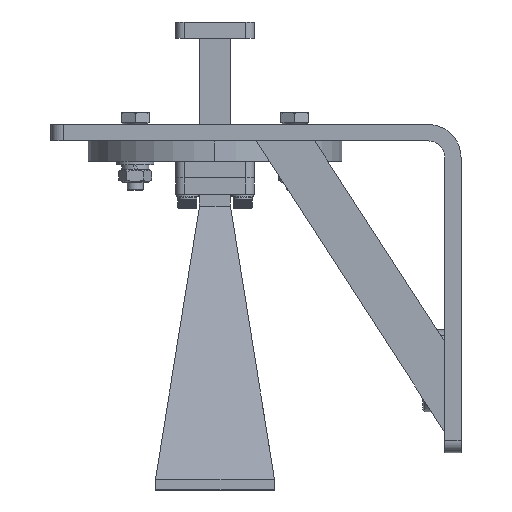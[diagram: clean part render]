
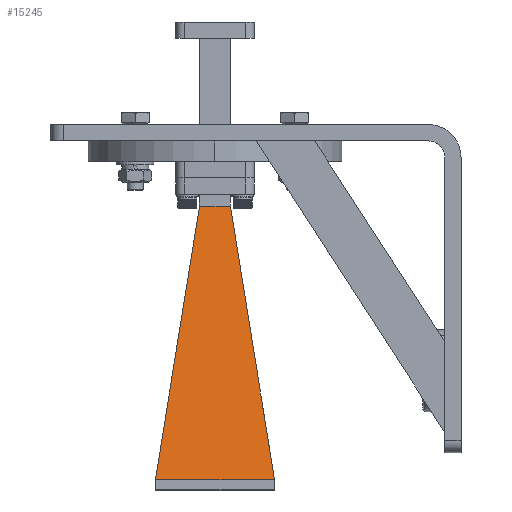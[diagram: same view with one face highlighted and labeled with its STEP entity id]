
A CAD part, left-side view. The second image highlights one B-rep face of the part: STEP entity #15245.
In plain terms, the highlighted face is planar.
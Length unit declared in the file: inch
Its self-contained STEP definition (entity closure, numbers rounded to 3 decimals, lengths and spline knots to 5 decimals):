
#1852 = CARTESIAN_POINT ( 'NONE',  ( -0.56799, 0.74043, 4.56242 ) ) ;
#3332 = CARTESIAN_POINT ( 'NONE',  ( 0.14874, 0.21904, 1.9622 ) ) ;
#4253 = CARTESIAN_POINT ( 'NONE',  ( -0.14874, 0.21904, 1.9622 ) ) ;
#5035 = CARTESIAN_POINT ( 'NONE',  ( 0., 0.21874, 1.96069 ) ) ;
#5047 = LINE ( 'NONE', #27355, #25533 ) ;
#5126 = DIRECTION ( 'NONE',  ( 0., 0.197, 0.98 ) ) ;
#5606 = DIRECTION ( 'NONE',  ( 0., -0.197, -0.98 ) ) ;
#7453 = LINE ( 'NONE', #5035, #21985 ) ;
#7538 = VECTOR ( 'NONE', #21386, 39.37008 ) ;
#7547 = CARTESIAN_POINT ( 'NONE',  ( 0., 0.4895, 3.31102 ) ) ;
#8410 = VECTOR ( 'NONE', #13526, 39.37008 ) ;
#8429 = CARTESIAN_POINT ( 'NONE',  ( -0.56799, 0.74522, 4.58633 ) ) ;
#8690 = VERTEX_POINT ( 'NONE', #8429 ) ;
#9313 = EDGE_CURVE ( 'NONE', #15943, #8690, #10355, .T. ) ;
#9362 = EDGE_CURVE ( 'NONE', #15943, #19836, #28195, .T. ) ;
#9757 = CARTESIAN_POINT ( 'NONE',  ( -0.14874, 0.21874, 1.96069 ) ) ;
#9770 = AXIS2_PLACEMENT_3D ( 'NONE', #7547, #26988, #5126 ) ;
#10355 = LINE ( 'NONE', #20380, #8410 ) ;
#10611 = CARTESIAN_POINT ( 'NONE',  ( 0.56799, 0.74522, 4.58633 ) ) ;
#11264 = CARTESIAN_POINT ( 'NONE',  ( 0.56799, 0.74522, 4.58633 ) ) ;
#11796 = EDGE_CURVE ( 'NONE', #31068, #19836, #19291, .T. ) ;
#12066 = EDGE_LOOP ( 'NONE', ( #20613, #31149, #13296, #24274, #19782, #14551, #28107, #18917 ) ) ;
#12071 = CARTESIAN_POINT ( 'NONE',  ( 0.56799, 0.74043, 4.56242 ) ) ;
#12691 = LINE ( 'NONE', #10611, #27495 ) ;
#13120 = CARTESIAN_POINT ( 'NONE',  ( -0.14874, 0.21874, 1.96069 ) ) ;
#13296 = ORIENTED_EDGE ( 'NONE', *, *, #24116, .T. ) ;
#13526 = DIRECTION ( 'NONE',  ( 0., 0.197, 0.98 ) ) ;
#14215 = EDGE_CURVE ( 'NONE', #26544, #16830, #27136, .T. ) ;
#14551 = ORIENTED_EDGE ( 'NONE', *, *, #27424, .T. ) ;
#14776 = DIRECTION ( 'NONE',  ( -1., 0., 0. ) ) ;
#15245 = ADVANCED_FACE ( 'NONE', ( #29381 ), #26835, .T. ) ;
#15943 = VERTEX_POINT ( 'NONE', #19876 ) ;
#16163 = VERTEX_POINT ( 'NONE', #11264 ) ;
#16546 = DIRECTION ( 'NONE',  ( 0.156, -0.194, -0.968 ) ) ;
#16830 = VERTEX_POINT ( 'NONE', #3332 ) ;
#17477 = DIRECTION ( 'NONE',  ( 0., -0.197, -0.98 ) ) ;
#18181 = LINE ( 'NONE', #27438, #28560 ) ;
#18917 = ORIENTED_EDGE ( 'NONE', *, *, #11796, .T. ) ;
#19291 = LINE ( 'NONE', #9757, #7538 ) ;
#19782 = ORIENTED_EDGE ( 'NONE', *, *, #14215, .T. ) ;
#19836 = VERTEX_POINT ( 'NONE', #4253 ) ;
#19876 = CARTESIAN_POINT ( 'NONE',  ( -0.56799, 0.74043, 4.56242 ) ) ;
#20174 = DIRECTION ( 'NONE',  ( 1., 0., 0. ) ) ;
#20380 = CARTESIAN_POINT ( 'NONE',  ( -0.56799, 0.4895, 3.31102 ) ) ;
#20613 = ORIENTED_EDGE ( 'NONE', *, *, #9362, .F. ) ;
#21386 = DIRECTION ( 'NONE',  ( 0., 0.197, 0.98 ) ) ;
#21610 = CARTESIAN_POINT ( 'NONE',  ( 0.14874, 0.21874, 1.96069 ) ) ;
#21985 = VECTOR ( 'NONE', #14776, 39.37008 ) ;
#24116 = EDGE_CURVE ( 'NONE', #8690, #16163, #5047, .T. ) ;
#24274 = ORIENTED_EDGE ( 'NONE', *, *, #30624, .T. ) ;
#24432 = VERTEX_POINT ( 'NONE', #21610 ) ;
#24970 = VECTOR ( 'NONE', #25534, 39.37008 ) ;
#25213 = VECTOR ( 'NONE', #16546, 39.37008 ) ;
#25533 = VECTOR ( 'NONE', #20174, 39.37008 ) ;
#25534 = DIRECTION ( 'NONE',  ( -0.156, -0.194, -0.968 ) ) ;
#26489 = EDGE_CURVE ( 'NONE', #24432, #31068, #7453, .T. ) ;
#26544 = VERTEX_POINT ( 'NONE', #12071 ) ;
#26835 = PLANE ( 'NONE',  #9770 ) ;
#26988 = DIRECTION ( 'NONE',  ( 0., 0.98, -0.197 ) ) ;
#27136 = LINE ( 'NONE', #29840, #24970 ) ;
#27355 = CARTESIAN_POINT ( 'NONE',  ( 0., 0.74522, 4.58633 ) ) ;
#27424 = EDGE_CURVE ( 'NONE', #16830, #24432, #18181, .T. ) ;
#27438 = CARTESIAN_POINT ( 'NONE',  ( 0.14874, 0.21904, 1.9622 ) ) ;
#27495 = VECTOR ( 'NONE', #17477, 39.37008 ) ;
#28107 = ORIENTED_EDGE ( 'NONE', *, *, #26489, .T. ) ;
#28195 = LINE ( 'NONE', #1852, #25213 ) ;
#28560 = VECTOR ( 'NONE', #5606, 39.37008 ) ;
#29381 = FACE_OUTER_BOUND ( 'NONE', #12066, .T. ) ;
#29840 = CARTESIAN_POINT ( 'NONE',  ( 0.56799, 0.74043, 4.56242 ) ) ;
#30624 = EDGE_CURVE ( 'NONE', #16163, #26544, #12691, .T. ) ;
#31068 = VERTEX_POINT ( 'NONE', #13120 ) ;
#31149 = ORIENTED_EDGE ( 'NONE', *, *, #9313, .T. ) ;
